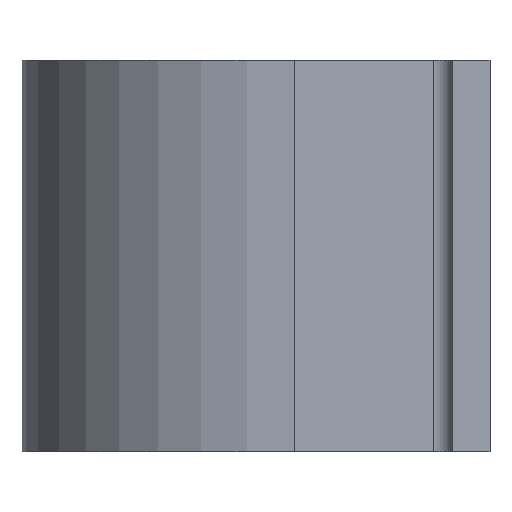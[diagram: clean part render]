
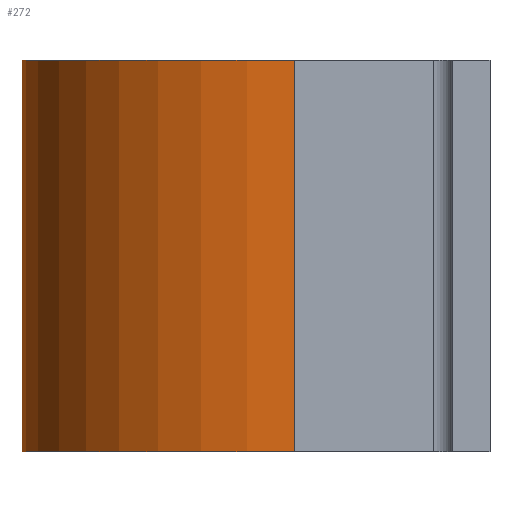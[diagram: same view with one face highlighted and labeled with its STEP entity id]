
A CAD part, left-side view. The second image highlights one B-rep face of the part: STEP entity #272.
In plain terms, the highlighted cylindrical face has radius 11.049 mm (diameter 22.098 mm), a partial arc.
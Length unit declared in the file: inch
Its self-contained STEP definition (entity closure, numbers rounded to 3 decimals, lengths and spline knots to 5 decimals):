
#14 = ORIENTED_EDGE ( 'NONE', *, *, #373, .F. ) ;
#20 = EDGE_CURVE ( 'NONE', #89, #472, #332, .T. ) ;
#42 = AXIS2_PLACEMENT_3D ( 'NONE', #69, #354, #115 ) ;
#69 = CARTESIAN_POINT ( 'NONE',  ( 1.124, 0.312, -0.3125 ) ) ;
#89 = VERTEX_POINT ( 'NONE', #413 ) ;
#92 = CARTESIAN_POINT ( 'NONE',  ( 1.559, 0.312, 0.3125 ) ) ;
#109 = VERTEX_POINT ( 'NONE', #248 ) ;
#115 = DIRECTION ( 'NONE',  ( 1., 0., 0. ) ) ;
#141 = ORIENTED_EDGE ( 'NONE', *, *, #430, .F. ) ;
#152 = EDGE_LOOP ( 'NONE', ( #141, #14, #457, #433 ) ) ;
#153 = DIRECTION ( 'NONE',  ( 0., 0., -1. ) ) ;
#221 = CARTESIAN_POINT ( 'NONE',  ( 1.124, 0.312, 0.3125 ) ) ;
#222 = DIRECTION ( 'NONE',  ( 0., 0., -1. ) ) ;
#248 = CARTESIAN_POINT ( 'NONE',  ( 1.559, 0.312, -0.3125 ) ) ;
#253 = EDGE_CURVE ( 'NONE', #472, #109, #411, .T. ) ;
#260 = DIRECTION ( 'NONE',  ( 0., 0., -1. ) ) ;
#269 = CARTESIAN_POINT ( 'NONE',  ( 1.559, 0.312, 0.3125 ) ) ;
#270 = DIRECTION ( 'NONE',  ( 1., 0., 0. ) ) ;
#272 = ADVANCED_FACE ( 'NONE', ( #518 ), #345, .T. ) ;
#274 = CARTESIAN_POINT ( 'NONE',  ( 0.689, 0.312, -0.3125 ) ) ;
#332 = CIRCLE ( 'NONE', #541, 0.435 ) ;
#345 = CYLINDRICAL_SURFACE ( 'NONE', #401, 0.435 ) ;
#354 = DIRECTION ( 'NONE',  ( 0., 0., -1. ) ) ;
#373 = EDGE_CURVE ( 'NONE', #89, #532, #473, .T. ) ;
#391 = VECTOR ( 'NONE', #153, 39.37008 ) ;
#396 = CIRCLE ( 'NONE', #42, 0.435 ) ;
#401 = AXIS2_PLACEMENT_3D ( 'NONE', #520, #260, #435 ) ;
#411 = LINE ( 'NONE', #92, #391 ) ;
#413 = CARTESIAN_POINT ( 'NONE',  ( 0.689, 0.312, 0.3125 ) ) ;
#430 = EDGE_CURVE ( 'NONE', #532, #109, #396, .T. ) ;
#433 = ORIENTED_EDGE ( 'NONE', *, *, #253, .T. ) ;
#435 = DIRECTION ( 'NONE',  ( -1., 0., 0. ) ) ;
#442 = CARTESIAN_POINT ( 'NONE',  ( 0.689, 0.312, 0.3125 ) ) ;
#457 = ORIENTED_EDGE ( 'NONE', *, *, #20, .T. ) ;
#472 = VERTEX_POINT ( 'NONE', #269 ) ;
#473 = LINE ( 'NONE', #442, #513 ) ;
#487 = DIRECTION ( 'NONE',  ( 0., 0., -1. ) ) ;
#513 = VECTOR ( 'NONE', #487, 39.37008 ) ;
#518 = FACE_OUTER_BOUND ( 'NONE', #152, .T. ) ;
#520 = CARTESIAN_POINT ( 'NONE',  ( 1.124, 0.312, 0.3125 ) ) ;
#532 = VERTEX_POINT ( 'NONE', #274 ) ;
#541 = AXIS2_PLACEMENT_3D ( 'NONE', #221, #222, #270 ) ;
